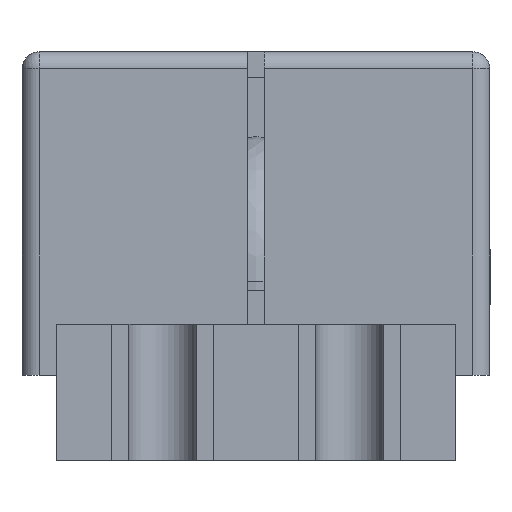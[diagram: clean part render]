
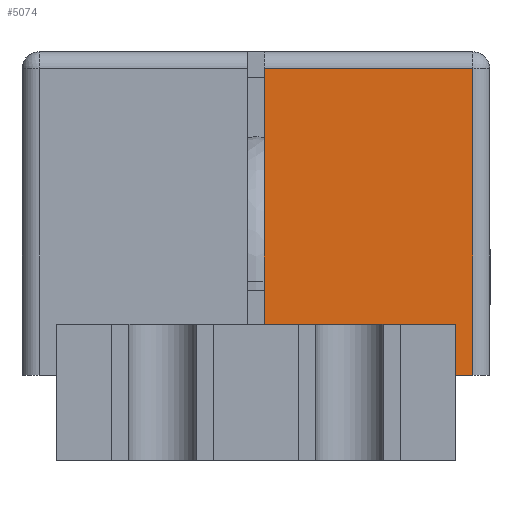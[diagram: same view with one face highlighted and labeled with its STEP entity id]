
A CAD part, left-side view. The second image highlights one B-rep face of the part: STEP entity #5074.
In plain terms, the highlighted planar face has unit normal (-1, 0, 0).
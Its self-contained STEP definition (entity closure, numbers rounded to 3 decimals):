
#529=FACE_OUTER_BOUND('',#826,.T.);
#826=EDGE_LOOP('',(#3744,#3745,#3746,#3747,#3748,#3749));
#1210=LINE('',#7175,#1728);
#1230=LINE('',#7250,#1748);
#1231=LINE('',#7251,#1749);
#1232=LINE('',#7253,#1750);
#1233=LINE('',#7255,#1751);
#1234=LINE('',#7256,#1752);
#1728=VECTOR('',#6077,10.);
#1748=VECTOR('',#6159,10.);
#1749=VECTOR('',#6160,10.);
#1750=VECTOR('',#6161,10.);
#1751=VECTOR('',#6162,10.);
#1752=VECTOR('',#6163,10.);
#2199=VERTEX_POINT('',#7172);
#2200=VERTEX_POINT('',#7174);
#2223=VERTEX_POINT('',#7248);
#2224=VERTEX_POINT('',#7249);
#2225=VERTEX_POINT('',#7252);
#2226=VERTEX_POINT('',#7254);
#2756=EDGE_CURVE('',#2199,#2200,#1210,.T.);
#2793=EDGE_CURVE('',#2223,#2224,#1230,.T.);
#2794=EDGE_CURVE('',#2200,#2224,#1231,.T.);
#2795=EDGE_CURVE('',#2225,#2199,#1232,.T.);
#2796=EDGE_CURVE('',#2225,#2226,#1233,.T.);
#2797=EDGE_CURVE('',#2226,#2223,#1234,.T.);
#3744=ORIENTED_EDGE('',*,*,#2793,.T.);
#3745=ORIENTED_EDGE('',*,*,#2794,.F.);
#3746=ORIENTED_EDGE('',*,*,#2756,.F.);
#3747=ORIENTED_EDGE('',*,*,#2795,.F.);
#3748=ORIENTED_EDGE('',*,*,#2796,.T.);
#3749=ORIENTED_EDGE('',*,*,#2797,.T.);
#4876=PLANE('',#5564);
#5074=ADVANCED_FACE('',(#529),#4876,.T.);
#5564=AXIS2_PLACEMENT_3D('',#7247,#6157,#6158);
#6077=DIRECTION('',(0.,0.,-1.));
#6157=DIRECTION('center_axis',(-1.,0.,0.));
#6158=DIRECTION('ref_axis',(0.,0.,1.));
#6159=DIRECTION('',(0.,0.,-1.));
#6160=DIRECTION('',(0.,1.,0.));
#6161=DIRECTION('',(0.,-1.,0.));
#6162=DIRECTION('',(0.,0.,-1.));
#6163=DIRECTION('',(0.,-1.,0.));
#7172=CARTESIAN_POINT('',(-3.45,-1.275,2.3));
#7174=CARTESIAN_POINT('',(-3.45,-1.275,0.5));
#7175=CARTESIAN_POINT('',(-3.45,-1.275,0.975));
#7247=CARTESIAN_POINT('Origin',(-3.45,0.,0.5));
#7248=CARTESIAN_POINT('',(-3.45,-1.175,0.8));
#7249=CARTESIAN_POINT('',(-3.45,-1.175,0.5));
#7250=CARTESIAN_POINT('',(-3.45,-1.175,0.65));
#7251=CARTESIAN_POINT('',(-3.45,0.,0.5));
#7252=CARTESIAN_POINT('',(-3.45,-0.05,2.3));
#7253=CARTESIAN_POINT('',(-3.45,0.,2.3));
#7254=CARTESIAN_POINT('',(-3.45,-0.05,0.8));
#7255=CARTESIAN_POINT('',(-3.45,-0.05,1.45));
#7256=CARTESIAN_POINT('',(-3.45,0.588,0.8));
